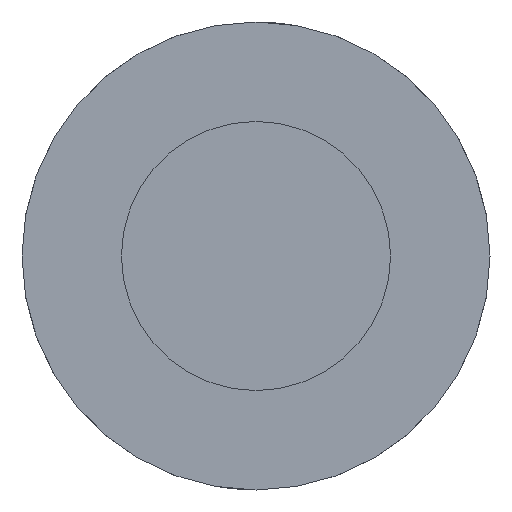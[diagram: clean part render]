
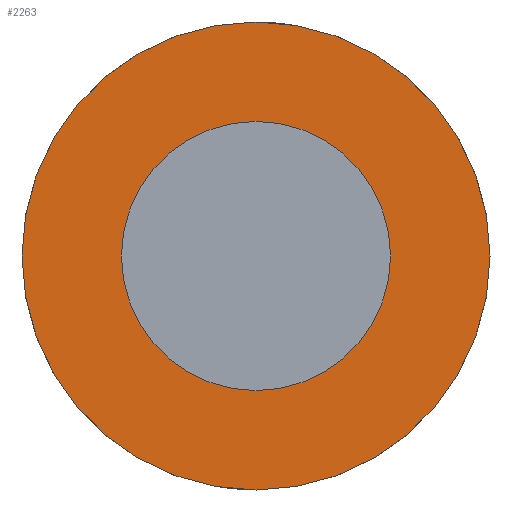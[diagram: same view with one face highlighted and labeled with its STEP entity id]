
A CAD part, left-side view. The second image highlights one B-rep face of the part: STEP entity #2263.
In plain terms, the highlighted face is planar.
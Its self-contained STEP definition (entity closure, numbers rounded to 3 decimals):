
#1300=CARTESIAN_POINT('',(0.,0.,0.));
#1301=DIRECTION('',(0.,0.,-1.));
#1302=DIRECTION('',(-1.,0.,0.));
#1303=AXIS2_PLACEMENT_3D('',#1300,#1301,#1302);
#1308=CARTESIAN_POINT('',(0.,0.,0.));
#1309=DIRECTION('',(0.,0.,1.));
#1310=DIRECTION('',(-1.,0.,0.));
#1311=AXIS2_PLACEMENT_3D('',#1308,#1309,#1310);
#1330=CARTESIAN_POINT('',(0.,0.,0.));
#1331=DIRECTION('',(0.,0.,1.));
#1332=DIRECTION('',(-1.,0.,0.));
#1333=AXIS2_PLACEMENT_3D('',#1330,#1331,#1332);
#1338=CARTESIAN_POINT('',(0.,0.,0.));
#1339=DIRECTION('',(0.,0.,-1.));
#1340=DIRECTION('',(-1.,0.,0.));
#1341=AXIS2_PLACEMENT_3D('',#1338,#1339,#1340);
#1363=CARTESIAN_POINT('',(-40.,0.,0.));
#1365=VERTEX_POINT('',#1363);
#1366=CARTESIAN_POINT('',(-23.,0.,0.));
#1368=VERTEX_POINT('',#1366);
#1371=CARTESIAN_POINT('',(40.,0.,0.));
#1373=VERTEX_POINT('',#1371);
#1374=CARTESIAN_POINT('',(23.,0.,0.));
#1376=VERTEX_POINT('',#1374);
#2248=CARTESIAN_POINT('',(0.,0.,0.));
#2249=DIRECTION('',(0.,0.,-1.));
#2250=DIRECTION('',(1.,0.,0.));
#2251=AXIS2_PLACEMENT_3D('',#2248,#2249,#2250);
#2252=PLANE('',#2251);
#2253=ORIENTED_EDGE('',*,*,#2241,.T.);
#2254=ORIENTED_EDGE('',*,*,#2226,.F.);
#2255=EDGE_LOOP('',(#2253,#2254));
#2256=FACE_OUTER_BOUND('',#2255,.F.);
#2258=ORIENTED_EDGE('',*,*,#2257,.T.);
#2260=ORIENTED_EDGE('',*,*,#2259,.F.);
#2261=EDGE_LOOP('',(#2258,#2260));
#2262=FACE_BOUND('',#2261,.F.);
#1304=CIRCLE('',#1303,40.);
#1312=CIRCLE('',#1311,40.);
#1334=CIRCLE('',#1333,23.);
#1342=CIRCLE('',#1341,23.);
#2226=EDGE_CURVE('',#1365,#1373,#1312,.T.);
#2241=EDGE_CURVE('',#1365,#1373,#1304,.T.);
#2257=EDGE_CURVE('',#1368,#1376,#1334,.T.);
#2259=EDGE_CURVE('',#1368,#1376,#1342,.T.);
#2263=ADVANCED_FACE('',(#2256,#2262),#2252,.F.);
